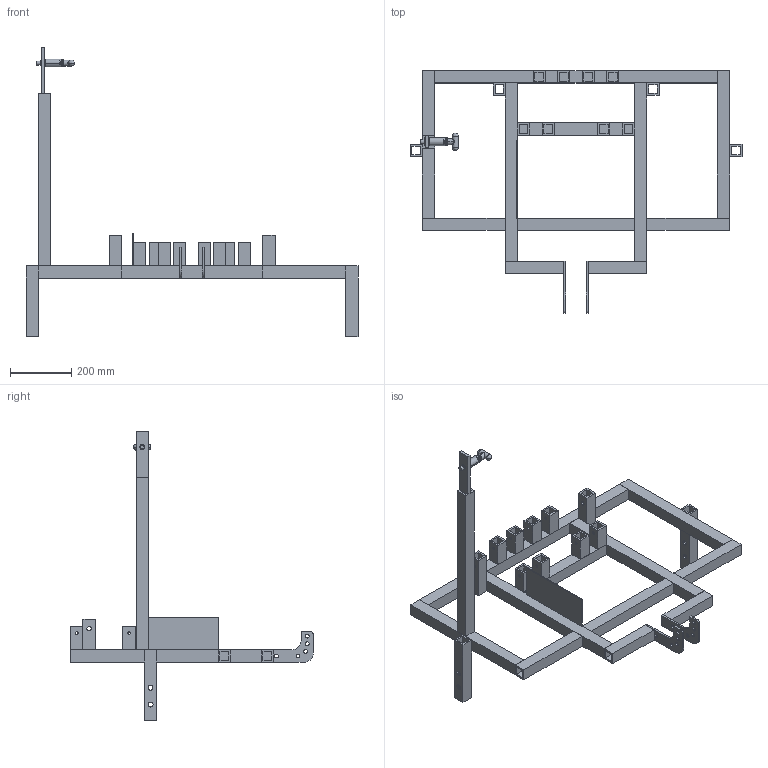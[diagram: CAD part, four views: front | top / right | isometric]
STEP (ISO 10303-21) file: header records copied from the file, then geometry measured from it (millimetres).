
FILE_DESCRIPTION(/* description */ (''),/* implementation_level */ '2;1');
FILE_NAME(/* name */ 'Final FRAME v19.step',/* time_stamp */ '2025-04-28T11:47:35-04:00',/* author */ (''),/* organization */ (''),/* preprocessor_version */ 'ST-DEVELOPER v20.1',/* originating_system */ 'Autodesk Translation Framework v14.4.0.0',/* authorisation */ '');
FILE_SCHEMA (('AUTOMOTIVE_DESIGN { 1 0 10303 214 3 1 1 }'));
Length unit declared in the file: millimetre
Products named in the file (40): Final FRAME; 190 x 40 mm; Component1; 580 x 40 mm; Component1_1; 270 x 40 mm; Component1_2; 480 x 40 mm; Component1_3; 921.00 mm x 40.00 mm; 381 x 40 mm; Component1_4; 75 x 40 mm v5; Component14; 75 x 40 mm v5 (1); Component16; 75 x 40 mm v5 (2); Component18; 75 x 40 mm v5 (3); Component20; Component1(Mirror) (2); Component1(Mirror); Component1(Mirror) (3); Component1(Mirror) (1); Component1(Mirror) (7); Hitching Attachment; 230 x 40 mm; Component1_5; hithcing rig v1(Mirror); Component1(Mirror) (8); Foot Protector; Component1(Mirror) (9); Component1(Mirror) (10); Locking Mechanism Vert Bar Base; Locking Mechniam Vert Bar Arm; 75 x 40 mm v5 (4); Component22; 90222A802_Steel Weld-Mount Retractable Spring Plunger; Component24; Component25
Assembly tree (40 placements, depth 3):
  Final FRAME
    190 x 40 mm
      Component1
    580 x 40 mm
      Component1_1
    270 x 40 mm
      Component1_2
    480 x 40 mm
      Component1_3
    921.00 mm x 40.00 mm
    381 x 40 mm  x2
      Component1_4
    75 x 40 mm v5
      Component14
    75 x 40 mm v5 (1)
      Component16
    75 x 40 mm v5 (2)
      Component18
    75 x 40 mm v5 (3)
      Component20
    Component1(Mirror) (2)
    Component1(Mirror)
    Component1(Mirror) (3)
    Component1(Mirror) (1)
    Component1(Mirror) (7)
    Hitching Attachment
    230 x 40 mm
      Component1_5
    hithcing rig v1(Mirror)
    Component1(Mirror) (8)
    Foot Protector
    Component1(Mirror) (9)
    Component1(Mirror) (10)
    Locking Mechanism Vert Bar Base
    Locking Mechniam Vert Bar Arm
    75 x 40 mm v5 (4)
      Component22
    90222A802_Steel Weld-Mount Retractable Spring Plunger
    Component24
    Component25
Bounding box: 1081 x 790 x 941.2 mm (x, y, z)
Volume: 5757796 mm3; surface area: 1970886.4 mm2
Topology: 32 solids, 32 shells, 449 faces, 1117 edges, 728 vertices
Faces by surface type: plane 286, cylinder 103, cone 38, bspline 14, torus 4, sphere 4
Full cylindrical faces by diameter (mm): 8.5 x16, 12.7 x10, 13.335 x1, 14 x4, 15.875 x1, 16 x8
Entity records: 19575 total; most frequent: CARTESIAN_POINT 8106, ORIENTED_EDGE 2170, DIRECTION 2115, EDGE_CURVE 1085, LINE 745, VECTOR 745, VERTEX_POINT 712, AXIS2_PLACEMENT_3D 685
